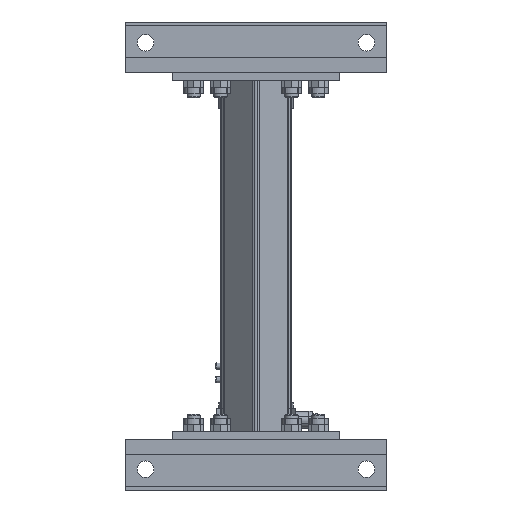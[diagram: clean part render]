
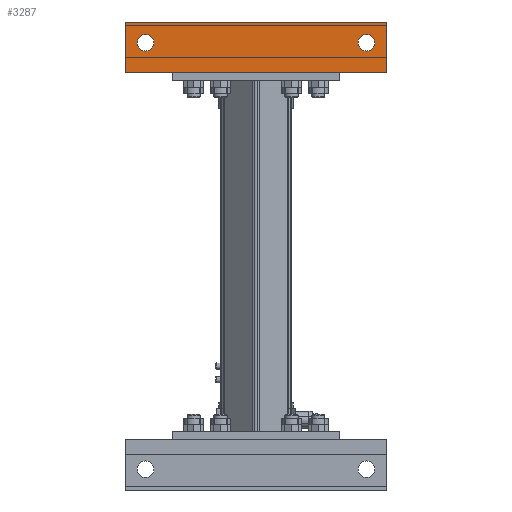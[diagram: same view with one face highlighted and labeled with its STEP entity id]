
A CAD part, left-side view. The second image highlights one B-rep face of the part: STEP entity #3287.
In plain terms, the highlighted face is planar.
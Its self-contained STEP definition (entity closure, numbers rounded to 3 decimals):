
#3287=ADVANCED_FACE('',(#5904,#5905,#5906),#5907,.T.);
#5904=FACE_BOUND('',#8190,.T.);
#5905=FACE_BOUND('',#8191,.T.);
#5906=FACE_OUTER_BOUND('',#8192,.T.);
#5907=PLANE('',#8193);
#8190=EDGE_LOOP('',(#12986));
#8191=EDGE_LOOP('',(#12987));
#8192=EDGE_LOOP('',(#12988,#12989,#12990,#12991));
#8193=AXIS2_PLACEMENT_3D('',#12992,#12993,#12994);
#12986=ORIENTED_EDGE('',*,*,#13830,.T.);
#12987=ORIENTED_EDGE('',*,*,#14219,.T.);
#12988=ORIENTED_EDGE('',*,*,#14228,.T.);
#12989=ORIENTED_EDGE('',*,*,#13644,.F.);
#12990=ORIENTED_EDGE('',*,*,#14063,.T.);
#12991=ORIENTED_EDGE('',*,*,#13262,.T.);
#12992=CARTESIAN_POINT('',(37.5,0.,0.));
#12993=DIRECTION('',(0.,-1.,0.));
#12994=DIRECTION('',(1.,0.,0.));
#13262=EDGE_CURVE('',#15194,#15192,#15195,.T.);
#13644=EDGE_CURVE('',#15834,#15829,#15836,.T.);
#13830=EDGE_CURVE('',#16137,#16137,#16138,.T.);
#14063=EDGE_CURVE('',#15834,#15194,#16468,.T.);
#14219=EDGE_CURVE('',#16692,#16692,#16693,.T.);
#14228=EDGE_CURVE('',#15192,#15829,#16706,.T.);
#15192=VERTEX_POINT('',#18255);
#15194=VERTEX_POINT('',#18258);
#15195=LINE('',#18259,#18260);
#15829=VERTEX_POINT('',#19882);
#15834=VERTEX_POINT('',#19889);
#15836=LINE('',#19892,#19893);
#16137=VERTEX_POINT('',#20495);
#16138=CIRCLE('',#20496,12.5);
#16468=LINE('',#21499,#21500);
#16692=VERTEX_POINT('',#22042);
#16693=CIRCLE('',#22043,12.5);
#16706=LINE('',#22058,#22059);
#18255=CARTESIAN_POINT('',(75.,0.,390.));
#18258=CARTESIAN_POINT('',(75.,0.,0.));
#18259=CARTESIAN_POINT('',(75.,0.,0.));
#18260=VECTOR('',#23970,1.);
#19882=CARTESIAN_POINT('',(0.,0.,390.));
#19889=CARTESIAN_POINT('',(0.,0.,0.));
#19892=CARTESIAN_POINT('',(0.,0.,0.));
#19893=VECTOR('',#24402,1.);
#20495=CARTESIAN_POINT('',(56.5,0.,30.));
#20496=AXIS2_PLACEMENT_3D('',#24629,#24630,#24631);
#21499=CARTESIAN_POINT('',(0.,0.,0.));
#21500=VECTOR('',#24845,1.);
#22042=CARTESIAN_POINT('',(56.5,0.,360.));
#22043=AXIS2_PLACEMENT_3D('',#24996,#24997,#24998);
#22058=CARTESIAN_POINT('',(0.,0.,390.));
#22059=VECTOR('',#25010,1.);
#23970=DIRECTION('',(0.,0.,1.));
#24402=DIRECTION('',(0.,0.,1.));
#24629=CARTESIAN_POINT('',(44.,0.,30.));
#24630=DIRECTION('',(0.,1.,0.));
#24631=DIRECTION('',(1.,0.,0.));
#24845=DIRECTION('',(1.,0.,0.));
#24996=CARTESIAN_POINT('',(44.,0.,360.));
#24997=DIRECTION('',(0.,1.,0.));
#24998=DIRECTION('',(1.,0.,0.));
#25010=DIRECTION('',(-1.,0.,0.));
